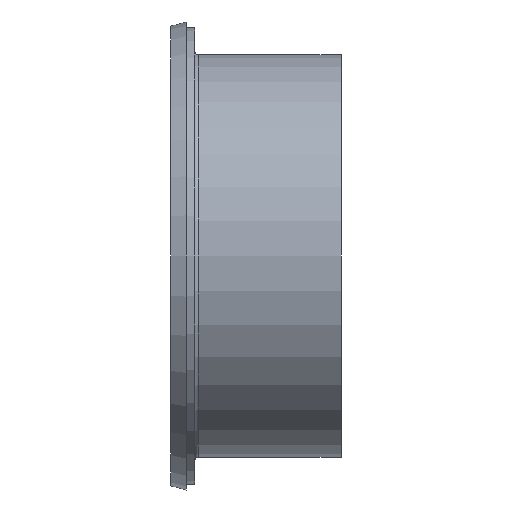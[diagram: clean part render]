
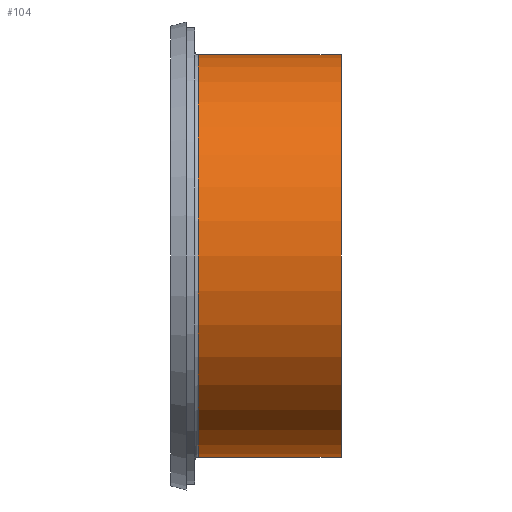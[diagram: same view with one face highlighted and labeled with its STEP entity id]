
A CAD part, front view. The second image highlights one B-rep face of the part: STEP entity #104.
In plain terms, the highlighted cylindrical face has radius 52 mm (diameter 104 mm), a partial arc.
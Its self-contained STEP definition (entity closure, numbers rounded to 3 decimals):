
#17 = VERTEX_POINT ( 'NONE', #298 ) ;
#18 = VECTOR ( 'NONE', #457, 1000. ) ;
#30 = FACE_OUTER_BOUND ( 'NONE', #366, .T. ) ;
#104 = ADVANCED_FACE ( 'NONE', ( #30 ), #129, .T. ) ;
#112 = AXIS2_PLACEMENT_3D ( 'NONE', #279, #166, #421 ) ;
#114 = DIRECTION ( 'NONE',  ( 0., 0., 1. ) ) ;
#129 = CYLINDRICAL_SURFACE ( 'NONE', #112, 52. ) ;
#135 = CARTESIAN_POINT ( 'NONE',  ( 44., 0., 0. ) ) ;
#138 = DIRECTION ( 'NONE',  ( -1., 0., 0. ) ) ;
#139 = CARTESIAN_POINT ( 'NONE',  ( 7.123, 0., 0. ) ) ;
#160 = DIRECTION ( 'NONE',  ( -1., 0., 0. ) ) ;
#163 = EDGE_CURVE ( 'NONE', #17, #309, #369, .T. ) ;
#165 = VERTEX_POINT ( 'NONE', #207 ) ;
#166 = DIRECTION ( 'NONE',  ( -1., 0., 0. ) ) ;
#168 = LINE ( 'NONE', #384, #210 ) ;
#179 = AXIS2_PLACEMENT_3D ( 'NONE', #139, #336, #114 ) ;
#207 = CARTESIAN_POINT ( 'NONE',  ( 7.123, 0., 52. ) ) ;
#210 = VECTOR ( 'NONE', #138, 1000. ) ;
#231 = CARTESIAN_POINT ( 'NONE',  ( 44., 0., 52. ) ) ;
#279 = CARTESIAN_POINT ( 'NONE',  ( -16.647, 0., 0. ) ) ;
#286 = CARTESIAN_POINT ( 'NONE',  ( -16.647, 0., -52. ) ) ;
#291 = CIRCLE ( 'NONE', #179, 52. ) ;
#298 = CARTESIAN_POINT ( 'NONE',  ( 44., 0., -52. ) ) ;
#309 = VERTEX_POINT ( 'NONE', #231 ) ;
#313 = AXIS2_PLACEMENT_3D ( 'NONE', #135, #160, #379 ) ;
#336 = DIRECTION ( 'NONE',  ( -1., 0., 0. ) ) ;
#339 = VERTEX_POINT ( 'NONE', #460 ) ;
#351 = EDGE_CURVE ( 'NONE', #309, #165, #168, .T. ) ;
#358 = EDGE_CURVE ( 'NONE', #17, #339, #454, .T. ) ;
#366 = EDGE_LOOP ( 'NONE', ( #431, #370, #407, #402 ) ) ;
#369 = CIRCLE ( 'NONE', #313, 52. ) ;
#370 = ORIENTED_EDGE ( 'NONE', *, *, #163, .T. ) ;
#379 = DIRECTION ( 'NONE',  ( 0., 0., 1. ) ) ;
#384 = CARTESIAN_POINT ( 'NONE',  ( -16.647, 0., 52. ) ) ;
#402 = ORIENTED_EDGE ( 'NONE', *, *, #428, .F. ) ;
#407 = ORIENTED_EDGE ( 'NONE', *, *, #351, .T. ) ;
#421 = DIRECTION ( 'NONE',  ( 0., 0., 1. ) ) ;
#428 = EDGE_CURVE ( 'NONE', #339, #165, #291, .T. ) ;
#431 = ORIENTED_EDGE ( 'NONE', *, *, #358, .F. ) ;
#454 = LINE ( 'NONE', #286, #18 ) ;
#457 = DIRECTION ( 'NONE',  ( -1., 0., 0. ) ) ;
#460 = CARTESIAN_POINT ( 'NONE',  ( 7.123, 0., -52. ) ) ;
